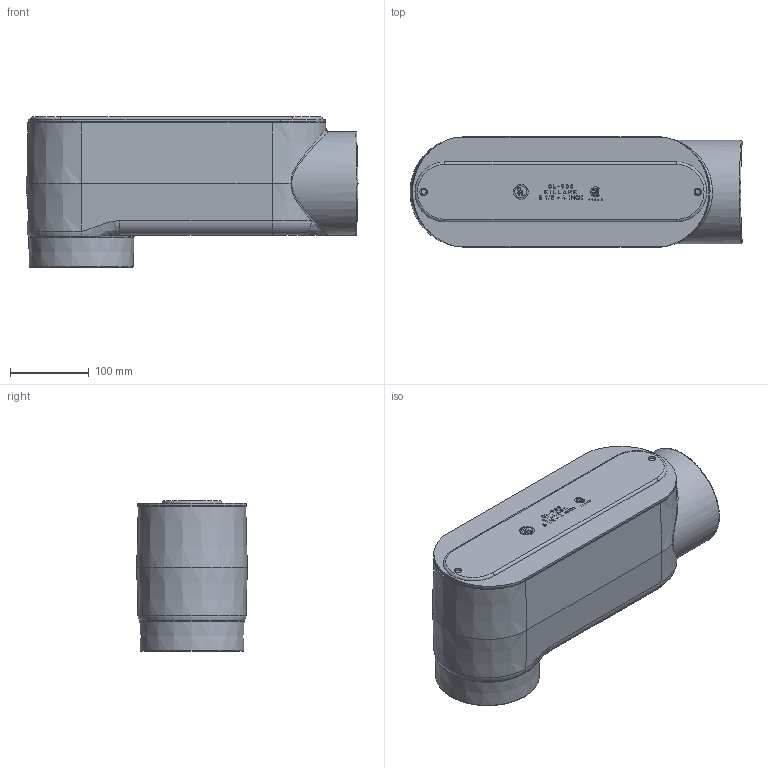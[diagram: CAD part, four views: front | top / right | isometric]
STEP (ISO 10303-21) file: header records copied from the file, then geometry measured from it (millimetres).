
FILE_DESCRIPTION(/* description */ (''),/* implementation_level */ '2;1');
FILE_NAME(/* name */ 'KIL_SOLB-0.stp',/* time_stamp */ '2020-09-29T18:27:02+06:00',/* author */ ('lsugumaran'),/* organization */ (''),/* preprocessor_version */ 'ST-DEVELOPER v18',/* originating_system */ 'Autodesk Inventor 2020',/* authorisation */ '');
FILE_SCHEMA (('AUTOMOTIVE_DESIGN { 1 0 10303 214 3 1 1 }'));
Length unit declared in the file: inch
Products named in the file (4): SOLB-0; OLB0M; 03643; 0243875B
Assembly tree (3 placements, depth 2):
  SOLB-0
    OLB0M
    03643
    0243875B
Bounding box: 422.89 x 140.94 x 191.83 mm (x, y, z)
Volume: 1643228.4 mm3; surface area: 586498.7 mm2
Topology: 3 solids, 3 shells, 722 faces, 1969 edges, 1298 vertices
Faces by surface type: bspline 376, plane 262, cylinder 43, torus 23, cone 18
Full cylindrical faces by diameter (mm): 1.772 x1, 2.115 x1, 6.401 x2, 9.525 x4, 15.526 x1, 19.05 x1, 114.579 x2, 132.08 x1
Entity records: 25179 total; most frequent: CARTESIAN_POINT 9176, ORIENTED_EDGE 3922, DIRECTION 2121, EDGE_CURVE 1961, VERTEX_POINT 1298, LINE 987, VECTOR 987, EDGE_LOOP 791
